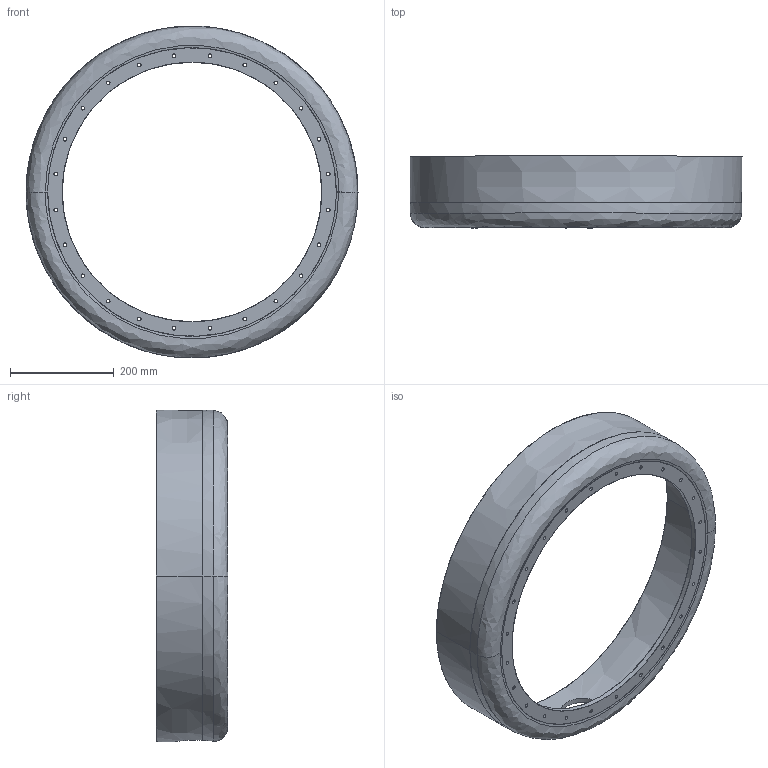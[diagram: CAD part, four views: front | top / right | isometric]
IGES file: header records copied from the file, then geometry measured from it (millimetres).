
Start section: SolidWorks IGES file using analytic representation for surfaces
Global section: file name: WELDRING20S_252677.IGS; native system: SolidWorks 2010; preprocessor: SolidWorks 2010; author: LarsenR; date: 120823.140104; units: millimetre
Bounding box: 639.62 x 137.98 x 639.62 mm (x, y, z)
Surface area: 752887.2 mm2 (no closed solid volume)
Topology: 0 solids, 0 shells, 70 faces, 1673 edges, 1673 vertices
Faces by surface type: revolution 52, bspline 18
